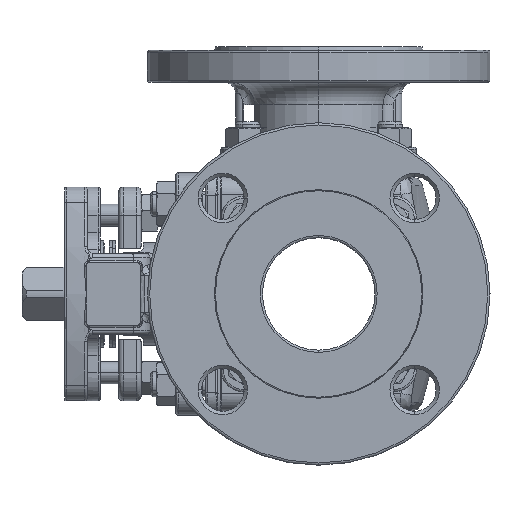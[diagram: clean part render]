
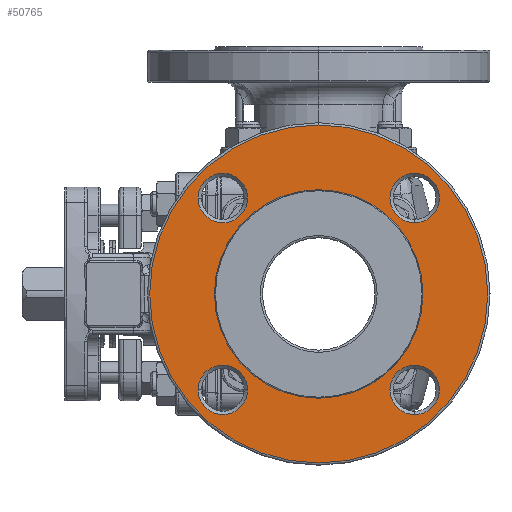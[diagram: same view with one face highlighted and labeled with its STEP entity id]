
A CAD part, left-side view. The second image highlights one B-rep face of the part: STEP entity #50765.
In plain terms, the highlighted planar face has unit normal (-1, 0, 0).
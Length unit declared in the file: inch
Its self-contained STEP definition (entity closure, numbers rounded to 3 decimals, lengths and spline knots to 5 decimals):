
#66 = EDGE_LOOP ( 'NONE', ( #58560, #9430 ) ) ;
#635 = DIRECTION ( 'NONE',  ( 0., 0., 1. ) ) ;
#788 = CIRCLE ( 'NONE', #50121, 0.43307 ) ;
#1190 = CIRCLE ( 'NONE', #55399, 0.43307 ) ;
#1210 = AXIS2_PLACEMENT_3D ( 'NONE', #3484, #39852, #48637 ) ;
#3276 = FACE_BOUND ( 'NONE', #50056, .T. ) ;
#3481 = CARTESIAN_POINT ( 'NONE',  ( -4.26701, 0., -1.82593 ) ) ;
#3484 = CARTESIAN_POINT ( 'NONE',  ( -4.26701, 1.68007, 1.68007 ) ) ;
#3694 = VERTEX_POINT ( 'NONE', #7062 ) ;
#5098 = VERTEX_POINT ( 'NONE', #13667 ) ;
#5903 = EDGE_CURVE ( 'NONE', #14804, #5098, #17895, .T. ) ;
#5970 = EDGE_CURVE ( 'NONE', #23092, #32243, #57622, .T. ) ;
#6680 = FACE_BOUND ( 'NONE', #10498, .T. ) ;
#7062 = CARTESIAN_POINT ( 'NONE',  ( -4.26701, 2.11315, 1.68007 ) ) ;
#7258 = ORIENTED_EDGE ( 'NONE', *, *, #22668, .T. ) ;
#8078 = CARTESIAN_POINT ( 'NONE',  ( -4.26701, 0., 0. ) ) ;
#8317 = CARTESIAN_POINT ( 'NONE',  ( -4.26701, 2.11315, -1.68007 ) ) ;
#9142 = CARTESIAN_POINT ( 'NONE',  ( -4.26701, -1.68007, -1.68007 ) ) ;
#9430 = ORIENTED_EDGE ( 'NONE', *, *, #48671, .T. ) ;
#9582 = VERTEX_POINT ( 'NONE', #39771 ) ;
#10289 = FACE_BOUND ( 'NONE', #66, .T. ) ;
#10498 = EDGE_LOOP ( 'NONE', ( #32551, #7258 ) ) ;
#10767 = CIRCLE ( 'NONE', #52338, 0.43307 ) ;
#10986 = ORIENTED_EDGE ( 'NONE', *, *, #18051, .T. ) ;
#11100 = CARTESIAN_POINT ( 'NONE',  ( -4.26701, 0., 2.96063 ) ) ;
#11195 = FACE_BOUND ( 'NONE', #26304, .T. ) ;
#12084 = PLANE ( 'NONE',  #47649 ) ;
#12124 = CARTESIAN_POINT ( 'NONE',  ( -4.26701, 0., 0. ) ) ;
#12135 = AXIS2_PLACEMENT_3D ( 'NONE', #12124, #30261, #20884 ) ;
#12289 = DIRECTION ( 'NONE',  ( 1., 0., 0. ) ) ;
#12624 = DIRECTION ( 'NONE',  ( 0., 0., -1. ) ) ;
#12726 = EDGE_CURVE ( 'NONE', #32243, #23092, #45111, .T. ) ;
#13274 = AXIS2_PLACEMENT_3D ( 'NONE', #58373, #25876, #16792 ) ;
#13667 = CARTESIAN_POINT ( 'NONE',  ( -4.26701, 0., -2.96063 ) ) ;
#14804 = VERTEX_POINT ( 'NONE', #11100 ) ;
#15368 = CARTESIAN_POINT ( 'NONE',  ( -4.26701, -1.68007, 2.11315 ) ) ;
#15581 = CARTESIAN_POINT ( 'NONE',  ( -4.26701, 0., 0. ) ) ;
#16093 = EDGE_LOOP ( 'NONE', ( #43942, #25494 ) ) ;
#16291 = DIRECTION ( 'NONE',  ( 1., 0., 0. ) ) ;
#16427 = DIRECTION ( 'NONE',  ( 1., 0., 0. ) ) ;
#16792 = DIRECTION ( 'NONE',  ( 0., 1., 0. ) ) ;
#17895 = CIRCLE ( 'NONE', #12135, 2.96063 ) ;
#18051 = EDGE_CURVE ( 'NONE', #35013, #34861, #10767, .T. ) ;
#18215 = EDGE_CURVE ( 'NONE', #3694, #30943, #1190, .T. ) ;
#18457 = AXIS2_PLACEMENT_3D ( 'NONE', #44589, #34852, #21825 ) ;
#20070 = CARTESIAN_POINT ( 'NONE',  ( -4.26701, -1.68007, 1.247 ) ) ;
#20268 = EDGE_LOOP ( 'NONE', ( #42327, #43375 ) ) ;
#20884 = DIRECTION ( 'NONE',  ( 0., 0., -1. ) ) ;
#21220 = EDGE_CURVE ( 'NONE', #24083, #38710, #57282, .T. ) ;
#21277 = CARTESIAN_POINT ( 'NONE',  ( -4.26701, 1.68007, 1.68007 ) ) ;
#21354 = CARTESIAN_POINT ( 'NONE',  ( -4.26701, -1.68007, 1.68007 ) ) ;
#21646 = DIRECTION ( 'NONE',  ( 0., 0., 1. ) ) ;
#21825 = DIRECTION ( 'NONE',  ( 0., 1., 0. ) ) ;
#22600 = VERTEX_POINT ( 'NONE', #8317 ) ;
#22668 = EDGE_CURVE ( 'NONE', #30943, #3694, #45707, .T. ) ;
#23092 = VERTEX_POINT ( 'NONE', #40368 ) ;
#24083 = VERTEX_POINT ( 'NONE', #52361 ) ;
#24633 = CARTESIAN_POINT ( 'NONE',  ( -4.26701, -1.68007, 1.68007 ) ) ;
#25494 = ORIENTED_EDGE ( 'NONE', *, *, #5903, .F. ) ;
#25793 = CIRCLE ( 'NONE', #33537, 0.43307 ) ;
#25846 = DIRECTION ( 'NONE',  ( -1., 0., 0. ) ) ;
#25876 = DIRECTION ( 'NONE',  ( 1., 0., 0. ) ) ;
#26304 = EDGE_LOOP ( 'NONE', ( #34057, #37131 ) ) ;
#30108 = CIRCLE ( 'NONE', #56271, 2.96063 ) ;
#30261 = DIRECTION ( 'NONE',  ( 1., 0., 0. ) ) ;
#30456 = DIRECTION ( 'NONE',  ( -1., 0., 0. ) ) ;
#30943 = VERTEX_POINT ( 'NONE', #34935 ) ;
#31521 = DIRECTION ( 'NONE',  ( 1., 0., 0. ) ) ;
#32243 = VERTEX_POINT ( 'NONE', #3481 ) ;
#32551 = ORIENTED_EDGE ( 'NONE', *, *, #18215, .T. ) ;
#33537 = AXIS2_PLACEMENT_3D ( 'NONE', #9142, #31521, #635 ) ;
#33693 = DIRECTION ( 'NONE',  ( 0., 0., 1. ) ) ;
#34057 = ORIENTED_EDGE ( 'NONE', *, *, #21220, .T. ) ;
#34252 = ORIENTED_EDGE ( 'NONE', *, *, #45952, .T. ) ;
#34852 = DIRECTION ( 'NONE',  ( 1., 0., 0. ) ) ;
#34861 = VERTEX_POINT ( 'NONE', #15368 ) ;
#34863 = CIRCLE ( 'NONE', #18457, 0.43307 ) ;
#34935 = CARTESIAN_POINT ( 'NONE',  ( -4.26701, 1.247, 1.68007 ) ) ;
#35013 = VERTEX_POINT ( 'NONE', #20070 ) ;
#35049 = FACE_OUTER_BOUND ( 'NONE', #16093, .T. ) ;
#37131 = ORIENTED_EDGE ( 'NONE', *, *, #41421, .T. ) ;
#37368 = CARTESIAN_POINT ( 'NONE',  ( -4.26701, 0., 0. ) ) ;
#38605 = DIRECTION ( 'NONE',  ( 1., 0., 0. ) ) ;
#38710 = VERTEX_POINT ( 'NONE', #52533 ) ;
#39486 = DIRECTION ( 'NONE',  ( 0., 1., 0. ) ) ;
#39771 = CARTESIAN_POINT ( 'NONE',  ( -4.26701, 1.247, -1.68007 ) ) ;
#39852 = DIRECTION ( 'NONE',  ( 1., 0., 0. ) ) ;
#40368 = CARTESIAN_POINT ( 'NONE',  ( -4.26701, 0., 1.82593 ) ) ;
#41421 = EDGE_CURVE ( 'NONE', #38710, #24083, #25793, .T. ) ;
#42327 = ORIENTED_EDGE ( 'NONE', *, *, #12726, .F. ) ;
#43375 = ORIENTED_EDGE ( 'NONE', *, *, #5970, .F. ) ;
#43942 = ORIENTED_EDGE ( 'NONE', *, *, #58504, .F. ) ;
#44589 = CARTESIAN_POINT ( 'NONE',  ( -4.26701, 1.68007, -1.68007 ) ) ;
#45111 = CIRCLE ( 'NONE', #55743, 1.82593 ) ;
#45707 = CIRCLE ( 'NONE', #1210, 0.43307 ) ;
#45952 = EDGE_CURVE ( 'NONE', #34861, #35013, #788, .T. ) ;
#46466 = EDGE_CURVE ( 'NONE', #22600, #9582, #55882, .T. ) ;
#46565 = AXIS2_PLACEMENT_3D ( 'NONE', #49172, #16427, #54000 ) ;
#47649 = AXIS2_PLACEMENT_3D ( 'NONE', #48433, #16291, #53271 ) ;
#48433 = CARTESIAN_POINT ( 'NONE',  ( -4.26701, 1.82593, 0. ) ) ;
#48637 = DIRECTION ( 'NONE',  ( 0., 1., 0. ) ) ;
#48671 = EDGE_CURVE ( 'NONE', #9582, #22600, #34863, .T. ) ;
#49172 = CARTESIAN_POINT ( 'NONE',  ( -4.26701, -1.68007, -1.68007 ) ) ;
#50056 = EDGE_LOOP ( 'NONE', ( #34252, #10986 ) ) ;
#50121 = AXIS2_PLACEMENT_3D ( 'NONE', #24633, #51589, #33693 ) ;
#50765 = ADVANCED_FACE ( 'NONE', ( #10289, #11195, #3276, #6680, #35049, #57563 ), #12084, .F. ) ;
#51589 = DIRECTION ( 'NONE',  ( 1., 0., 0. ) ) ;
#52231 = DIRECTION ( 'NONE',  ( 0., 0., -1. ) ) ;
#52338 = AXIS2_PLACEMENT_3D ( 'NONE', #21354, #12289, #21646 ) ;
#52361 = CARTESIAN_POINT ( 'NONE',  ( -4.26701, -1.68007, -1.247 ) ) ;
#52533 = CARTESIAN_POINT ( 'NONE',  ( -4.26701, -1.68007, -2.11315 ) ) ;
#53271 = DIRECTION ( 'NONE',  ( 0., 0., -1. ) ) ;
#53442 = DIRECTION ( 'NONE',  ( 0., 0., -1. ) ) ;
#54000 = DIRECTION ( 'NONE',  ( 0., 0., 1. ) ) ;
#55399 = AXIS2_PLACEMENT_3D ( 'NONE', #21277, #58923, #39486 ) ;
#55743 = AXIS2_PLACEMENT_3D ( 'NONE', #15581, #25846, #53442 ) ;
#55882 = CIRCLE ( 'NONE', #13274, 0.43307 ) ;
#56271 = AXIS2_PLACEMENT_3D ( 'NONE', #37368, #38605, #52231 ) ;
#56649 = AXIS2_PLACEMENT_3D ( 'NONE', #8078, #30456, #12624 ) ;
#57282 = CIRCLE ( 'NONE', #46565, 0.43307 ) ;
#57563 = FACE_BOUND ( 'NONE', #20268, .T. ) ;
#57622 = CIRCLE ( 'NONE', #56649, 1.82593 ) ;
#58373 = CARTESIAN_POINT ( 'NONE',  ( -4.26701, 1.68007, -1.68007 ) ) ;
#58504 = EDGE_CURVE ( 'NONE', #5098, #14804, #30108, .T. ) ;
#58560 = ORIENTED_EDGE ( 'NONE', *, *, #46466, .T. ) ;
#58923 = DIRECTION ( 'NONE',  ( 1., 0., 0. ) ) ;
